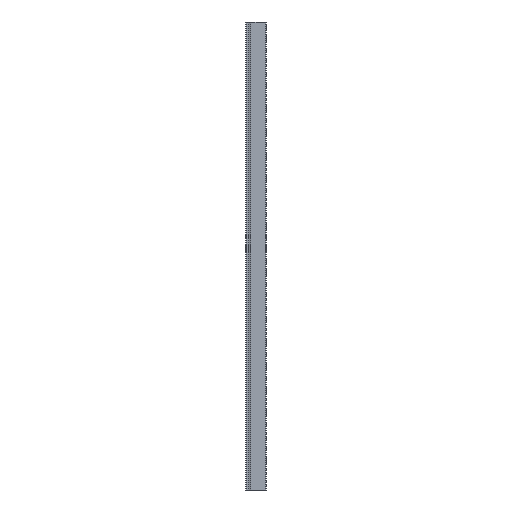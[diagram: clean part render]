
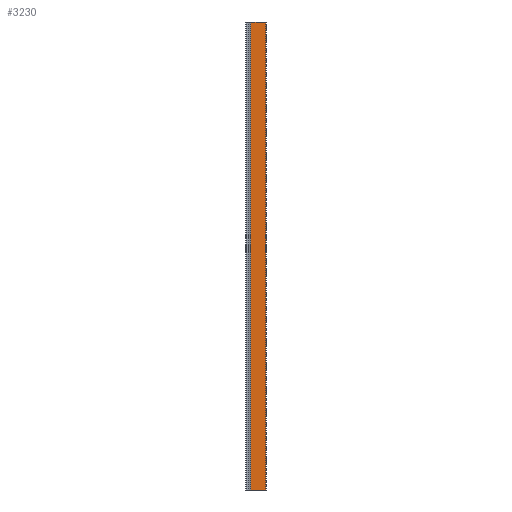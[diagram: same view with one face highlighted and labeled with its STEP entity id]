
A CAD part, left-side view. The second image highlights one B-rep face of the part: STEP entity #3230.
In plain terms, the highlighted planar face has unit normal (-1, 0, 0).
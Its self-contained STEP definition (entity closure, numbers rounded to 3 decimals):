
#3172=CARTESIAN_POINT('',(-14.5,1.,0.));
#3173=VERTEX_POINT('',#3172);
#3181=CARTESIAN_POINT('',(-14.5,1.,-1000.));
#3182=VERTEX_POINT('',#3181);
#3183=CARTESIAN_POINT('',(-14.5,1.,-1000.));
#3184=DIRECTION('',(0.,0.,1.));
#3185=VECTOR('',#3184,1000.);
#3186=LINE('',#3183,#3185);
#3187=EDGE_CURVE('',#3182,#3173,#3186,.T.);
#3200=CARTESIAN_POINT('',(-14.5,1.,-1000.));
#3201=DIRECTION('',(-1.,-0.,0.));
#3202=DIRECTION('',(0.,-1.,0.));
#3203=AXIS2_PLACEMENT_3D('',#3200,#3201,#3202);
#3204=PLANE('',#3203);
#3205=CARTESIAN_POINT('',(-14.5,32.716,0.));
#3206=VERTEX_POINT('',#3205);
#3207=CARTESIAN_POINT('',(-14.5,32.716,0.));
#3208=DIRECTION('',(0.,-1.,0.));
#3209=VECTOR('',#3208,31.716);
#3210=LINE('',#3207,#3209);
#3211=EDGE_CURVE('',#3206,#3173,#3210,.T.);
#3212=ORIENTED_EDGE('',*,*,#3211,.F.);
#3213=CARTESIAN_POINT('',(-14.5,32.716,-1000.));
#3214=VERTEX_POINT('',#3213);
#3215=CARTESIAN_POINT('',(-14.5,32.716,-1000.));
#3216=DIRECTION('',(0.,0.,1.));
#3217=VECTOR('',#3216,1000.);
#3218=LINE('',#3215,#3217);
#3219=EDGE_CURVE('',#3214,#3206,#3218,.T.);
#3220=ORIENTED_EDGE('',*,*,#3219,.F.);
#3221=CARTESIAN_POINT('',(-14.5,32.716,-1000.));
#3222=DIRECTION('',(0.,-1.,0.));
#3223=VECTOR('',#3222,31.716);
#3224=LINE('',#3221,#3223);
#3225=EDGE_CURVE('',#3214,#3182,#3224,.T.);
#3226=ORIENTED_EDGE('',*,*,#3225,.T.);
#3227=ORIENTED_EDGE('',*,*,#3187,.T.);
#3228=EDGE_LOOP('',(#3212,#3220,#3226,#3227));
#3229=FACE_BOUND('',#3228,.T.);
#3230=ADVANCED_FACE('NONE',(#3229),#3204,.T.);
